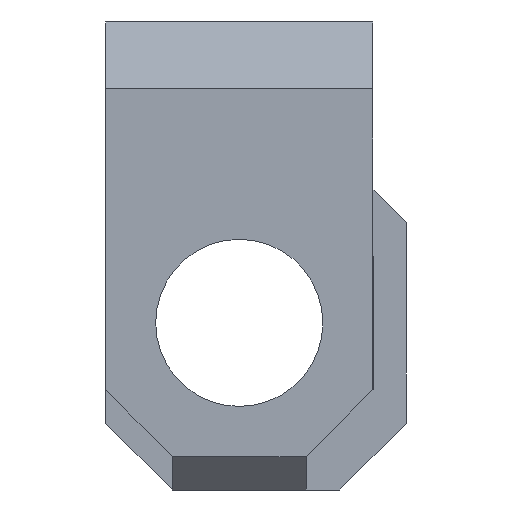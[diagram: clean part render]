
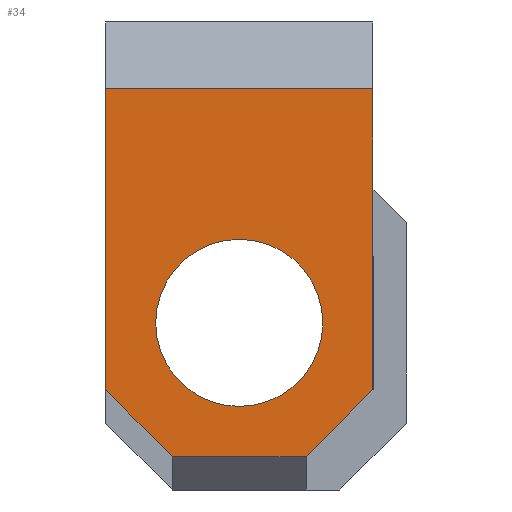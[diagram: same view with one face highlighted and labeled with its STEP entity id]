
A CAD part, left-side view. The second image highlights one B-rep face of the part: STEP entity #34.
In plain terms, the highlighted planar face has unit normal (-1, 0, 0).
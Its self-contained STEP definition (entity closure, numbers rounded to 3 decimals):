
#24 = CARTESIAN_POINT ( 'NONE',  ( 15., 0., 3. ) ) ;
#34 = ADVANCED_FACE ( 'NONE', ( #867, #628 ), #1022, .F. ) ;
#86 = CARTESIAN_POINT ( 'NONE',  ( 15., -3., 0. ) ) ;
#117 = DIRECTION ( 'NONE',  ( 0., 0., -1. ) ) ;
#144 = VERTEX_POINT ( 'NONE', #928 ) ;
#145 = CIRCLE ( 'NONE', #1149, 2.5 ) ;
#153 = VERTEX_POINT ( 'NONE', #1182 ) ;
#175 = CARTESIAN_POINT ( 'NONE',  ( 15., -5., 4. ) ) ;
#177 = VERTEX_POINT ( 'NONE', #323 ) ;
#196 = ORIENTED_EDGE ( 'NONE', *, *, #1222, .T. ) ;
#205 = ORIENTED_EDGE ( 'NONE', *, *, #526, .T. ) ;
#208 = CARTESIAN_POINT ( 'NONE',  ( 15., -5., 4. ) ) ;
#246 = EDGE_CURVE ( 'NONE', #153, #177, #1515, .T. ) ;
#323 = CARTESIAN_POINT ( 'NONE',  ( 15., -9., 2. ) ) ;
#333 = VERTEX_POINT ( 'NONE', #1056 ) ;
#335 = DIRECTION ( 'NONE',  ( 0., 1., 0. ) ) ;
#364 = VERTEX_POINT ( 'NONE', #1299 ) ;
#401 = LINE ( 'NONE', #901, #460 ) ;
#416 = CARTESIAN_POINT ( 'NONE',  ( 15., -9., 11. ) ) ;
#438 = ORIENTED_EDGE ( 'NONE', *, *, #1198, .T. ) ;
#444 = ORIENTED_EDGE ( 'NONE', *, *, #706, .T. ) ;
#452 = EDGE_LOOP ( 'NONE', ( #444, #205 ) ) ;
#456 = EDGE_CURVE ( 'NONE', #144, #715, #1422, .T. ) ;
#460 = VECTOR ( 'NONE', #781, 1000. ) ;
#490 = VECTOR ( 'NONE', #1407, 1000. ) ;
#511 = LINE ( 'NONE', #1522, #490 ) ;
#526 = EDGE_CURVE ( 'NONE', #364, #333, #145, .T. ) ;
#609 = LINE ( 'NONE', #732, #1636 ) ;
#617 = CARTESIAN_POINT ( 'NONE',  ( 15., -10., 3. ) ) ;
#618 = AXIS2_PLACEMENT_3D ( 'NONE', #848, #694, #713 ) ;
#628 = FACE_OUTER_BOUND ( 'NONE', #1437, .T. ) ;
#644 = DIRECTION ( 'NONE',  ( 0., -0.707, 0.707 ) ) ;
#694 = DIRECTION ( 'NONE',  ( 1., 0., 0. ) ) ;
#706 = EDGE_CURVE ( 'NONE', #333, #364, #878, .T. ) ;
#707 = ORIENTED_EDGE ( 'NONE', *, *, #246, .T. ) ;
#713 = DIRECTION ( 'NONE',  ( 0., 1., 0. ) ) ;
#715 = VERTEX_POINT ( 'NONE', #86 ) ;
#732 = CARTESIAN_POINT ( 'NONE',  ( 15., 0., 11. ) ) ;
#781 = DIRECTION ( 'NONE',  ( 0., 0., -1. ) ) ;
#809 = VERTEX_POINT ( 'NONE', #1151 ) ;
#837 = EDGE_CURVE ( 'NONE', #809, #144, #918, .T. ) ;
#839 = ORIENTED_EDGE ( 'NONE', *, *, #456, .T. ) ;
#848 = CARTESIAN_POINT ( 'NONE',  ( 15., 0., 14. ) ) ;
#854 = DIRECTION ( 'NONE',  ( 0., 1., 0. ) ) ;
#867 = FACE_BOUND ( 'NONE', #452, .T. ) ;
#878 = CIRCLE ( 'NONE', #1554, 2.5 ) ;
#888 = EDGE_CURVE ( 'NONE', #1482, #177, #401, .T. ) ;
#901 = CARTESIAN_POINT ( 'NONE',  ( 15., -9., 14. ) ) ;
#918 = LINE ( 'NONE', #1031, #1173 ) ;
#928 = CARTESIAN_POINT ( 'NONE',  ( 15., -1., 2. ) ) ;
#1022 = PLANE ( 'NONE',  #618 ) ;
#1031 = CARTESIAN_POINT ( 'NONE',  ( 15., -1., 14. ) ) ;
#1056 = CARTESIAN_POINT ( 'NONE',  ( 15., -5., 1.5 ) ) ;
#1103 = DIRECTION ( 'NONE',  ( 1., 0., 0. ) ) ;
#1149 = AXIS2_PLACEMENT_3D ( 'NONE', #175, #1349, #1227 ) ;
#1151 = CARTESIAN_POINT ( 'NONE',  ( 15., -1., 11. ) ) ;
#1173 = VECTOR ( 'NONE', #117, 1000. ) ;
#1182 = CARTESIAN_POINT ( 'NONE',  ( 15., -7., 0. ) ) ;
#1194 = ORIENTED_EDGE ( 'NONE', *, *, #888, .F. ) ;
#1198 = EDGE_CURVE ( 'NONE', #715, #153, #511, .T. ) ;
#1222 = EDGE_CURVE ( 'NONE', #1482, #809, #609, .T. ) ;
#1227 = DIRECTION ( 'NONE',  ( 0., 1., 0. ) ) ;
#1256 = VECTOR ( 'NONE', #644, 1000. ) ;
#1299 = CARTESIAN_POINT ( 'NONE',  ( 15., -5., 6.5 ) ) ;
#1310 = DIRECTION ( 'NONE',  ( 0., -0.707, -0.707 ) ) ;
#1349 = DIRECTION ( 'NONE',  ( 1., 0., 0. ) ) ;
#1407 = DIRECTION ( 'NONE',  ( 0., -1., 0. ) ) ;
#1422 = LINE ( 'NONE', #24, #1607 ) ;
#1437 = EDGE_LOOP ( 'NONE', ( #1194, #196, #1508, #839, #438, #707 ) ) ;
#1482 = VERTEX_POINT ( 'NONE', #416 ) ;
#1508 = ORIENTED_EDGE ( 'NONE', *, *, #837, .T. ) ;
#1515 = LINE ( 'NONE', #617, #1256 ) ;
#1522 = CARTESIAN_POINT ( 'NONE',  ( 15., -7., 0. ) ) ;
#1554 = AXIS2_PLACEMENT_3D ( 'NONE', #208, #1103, #854 ) ;
#1607 = VECTOR ( 'NONE', #1310, 1000. ) ;
#1636 = VECTOR ( 'NONE', #335, 1000. ) ;
